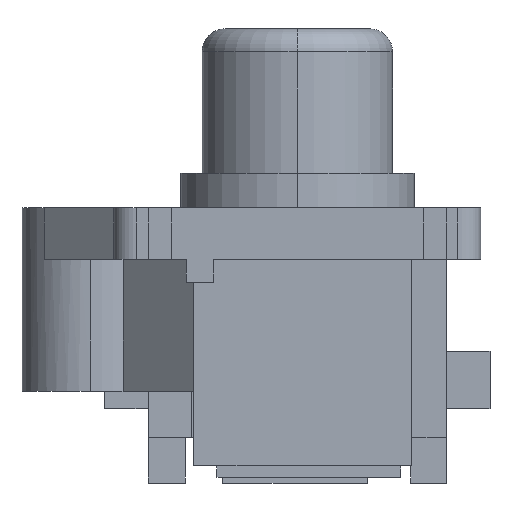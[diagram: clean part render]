
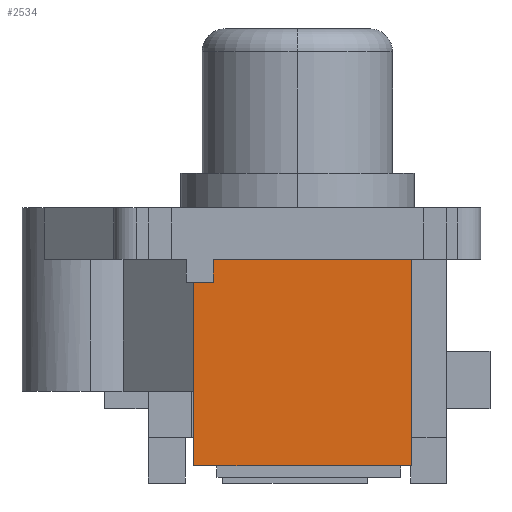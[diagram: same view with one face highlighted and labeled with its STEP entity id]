
A CAD part, left-side view. The second image highlights one B-rep face of the part: STEP entity #2534.
In plain terms, the highlighted planar face has unit normal (-1, 0, 0).
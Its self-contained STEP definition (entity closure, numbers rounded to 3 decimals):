
#17 = CARTESIAN_POINT ( 'NONE',  ( -9.344, -4.989, 9. ) ) ;
#92 = CARTESIAN_POINT ( 'NONE',  ( -9.344, -4.989, 9. ) ) ;
#464 = ORIENTED_EDGE ( 'NONE', *, *, #2251, .T. ) ;
#688 = ORIENTED_EDGE ( 'NONE', *, *, #1453, .F. ) ;
#819 = VERTEX_POINT ( 'NONE', #17 ) ;
#928 = EDGE_CURVE ( 'NONE', #819, #5553, #6283, .T. ) ;
#1203 = ORIENTED_EDGE ( 'NONE', *, *, #928, .F. ) ;
#1233 = VECTOR ( 'NONE', #6043, 1000. ) ;
#1451 = PLANE ( 'NONE',  #2077 ) ;
#1453 = EDGE_CURVE ( 'NONE', #5553, #4938, #5378, .T. ) ;
#1505 = CARTESIAN_POINT ( 'NONE',  ( -9.344, 4.511, 9. ) ) ;
#2077 = AXIS2_PLACEMENT_3D ( 'NONE', #1505, #6307, #4682 ) ;
#2235 = FACE_OUTER_BOUND ( 'NONE', #4318, .T. ) ;
#2251 = EDGE_CURVE ( 'NONE', #819, #6681, #5623, .T. ) ;
#2499 = EDGE_CURVE ( 'NONE', #6681, #4938, #4703, .T. ) ;
#2534 = ADVANCED_FACE ( 'NONE', ( #2235 ), #1451, .T. ) ;
#3166 = CARTESIAN_POINT ( 'NONE',  ( -9.344, 4.511, 9. ) ) ;
#3198 = CARTESIAN_POINT ( 'NONE',  ( -9.344, 4.511, 0. ) ) ;
#3418 = CARTESIAN_POINT ( 'NONE',  ( -9.344, 4.511, 9. ) ) ;
#3810 = DIRECTION ( 'NONE',  ( 0., 0., -1. ) ) ;
#4208 = VECTOR ( 'NONE', #5921, 1000. ) ;
#4318 = EDGE_LOOP ( 'NONE', ( #688, #1203, #464, #5433 ) ) ;
#4341 = CARTESIAN_POINT ( 'NONE',  ( -9.344, 4.511, 9. ) ) ;
#4682 = DIRECTION ( 'NONE',  ( 0., -1., 0. ) ) ;
#4703 = LINE ( 'NONE', #4341, #5945 ) ;
#4898 = CARTESIAN_POINT ( 'NONE',  ( -9.344, -4.989, 0. ) ) ;
#4938 = VERTEX_POINT ( 'NONE', #3198 ) ;
#5378 = LINE ( 'NONE', #5394, #5710 ) ;
#5394 = CARTESIAN_POINT ( 'NONE',  ( -9.344, 4.511, 0. ) ) ;
#5409 = DIRECTION ( 'NONE',  ( 0., 1., 0. ) ) ;
#5433 = ORIENTED_EDGE ( 'NONE', *, *, #2499, .T. ) ;
#5553 = VERTEX_POINT ( 'NONE', #4898 ) ;
#5623 = LINE ( 'NONE', #3166, #4208 ) ;
#5710 = VECTOR ( 'NONE', #5409, 1000. ) ;
#5921 = DIRECTION ( 'NONE',  ( 0., 1., 0. ) ) ;
#5945 = VECTOR ( 'NONE', #3810, 1000. ) ;
#6043 = DIRECTION ( 'NONE',  ( 0., 0., -1. ) ) ;
#6283 = LINE ( 'NONE', #92, #1233 ) ;
#6307 = DIRECTION ( 'NONE',  ( -1., 0., 0. ) ) ;
#6681 = VERTEX_POINT ( 'NONE', #3418 ) ;
